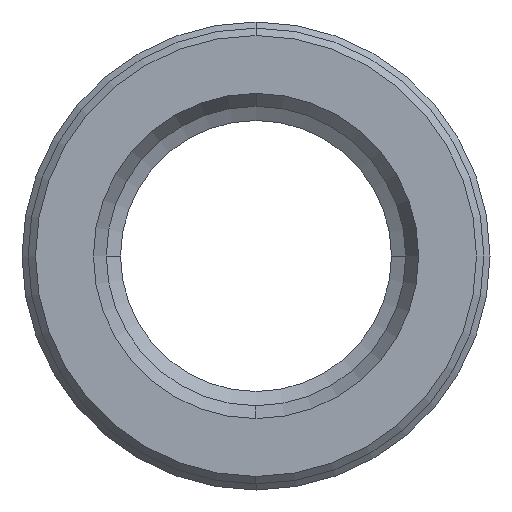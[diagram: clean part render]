
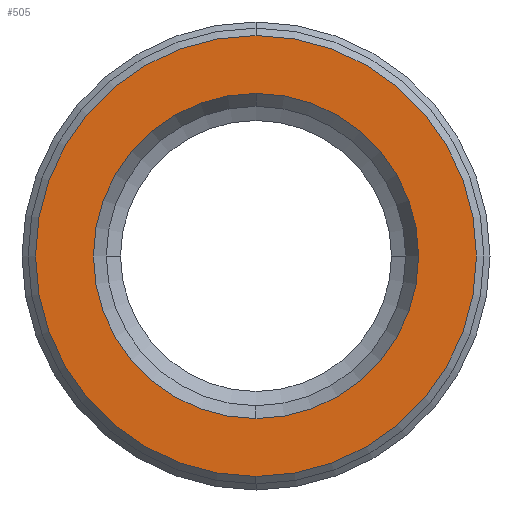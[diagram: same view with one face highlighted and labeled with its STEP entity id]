
A CAD part, front view. The second image highlights one B-rep face of the part: STEP entity #505.
In plain terms, the highlighted planar face has unit normal (0, -1, 0).
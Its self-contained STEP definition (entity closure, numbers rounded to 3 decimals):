
#72 = VERTEX_POINT ( 'NONE', #675 ) ;
#78 = EDGE_CURVE ( 'NONE', #72, #158, #648, .T. ) ;
#85 = EDGE_CURVE ( 'NONE', #157, #141, #639, .T. ) ;
#141 = VERTEX_POINT ( 'NONE', #733 ) ;
#157 = VERTEX_POINT ( 'NONE', #771 ) ;
#158 = VERTEX_POINT ( 'NONE', #772 ) ;
#505 = ADVANCED_FACE ( 'NONE', ( #1386, #1385 ), #1381, .T. ) ;
#506 = ORIENTED_EDGE ( 'NONE', *, *, #507, .T. ) ;
#507 = EDGE_CURVE ( 'NONE', #141, #157, #1338, .T. ) ;
#517 = EDGE_LOOP ( 'NONE', ( #528, #527 ) ) ;
#527 = ORIENTED_EDGE ( 'NONE', *, *, #534, .F. ) ;
#528 = ORIENTED_EDGE ( 'NONE', *, *, #78, .F. ) ;
#529 = ORIENTED_EDGE ( 'NONE', *, *, #85, .T. ) ;
#530 = EDGE_LOOP ( 'NONE', ( #529, #506 ) ) ;
#534 = EDGE_CURVE ( 'NONE', #158, #72, #1443, .T. ) ;
#590 = DIRECTION ( 'NONE',  ( 0., 1., 0. ) ) ;
#591 = CARTESIAN_POINT ( 'NONE',  ( 0., -20.403, 0. ) ) ;
#592 = AXIS2_PLACEMENT_3D ( 'NONE', #591, #590, #666 ) ;
#601 = CARTESIAN_POINT ( 'NONE',  ( 0., -20.403, 0. ) ) ;
#639 = CIRCLE ( 'NONE', #592, 6.6 ) ;
#645 = DIRECTION ( 'NONE',  ( 0., 0., -1. ) ) ;
#646 = DIRECTION ( 'NONE',  ( 0., 1., 0. ) ) ;
#647 = AXIS2_PLACEMENT_3D ( 'NONE', #601, #646, #645 ) ;
#648 = CIRCLE ( 'NONE', #647, 8.95 ) ;
#666 = DIRECTION ( 'NONE',  ( 0., 0., -1. ) ) ;
#675 = CARTESIAN_POINT ( 'NONE',  ( 0., -20.403, -8.95 ) ) ;
#733 = CARTESIAN_POINT ( 'NONE',  ( 0., -20.403, -6.6 ) ) ;
#771 = CARTESIAN_POINT ( 'NONE',  ( 0., -20.403, 6.6 ) ) ;
#772 = CARTESIAN_POINT ( 'NONE',  ( 0., -20.403, 8.95 ) ) ;
#1334 = CARTESIAN_POINT ( 'NONE',  ( 0., -20.403, 0. ) ) ;
#1335 = AXIS2_PLACEMENT_3D ( 'NONE', #1334, #1400, #1414 ) ;
#1338 = CIRCLE ( 'NONE', #1335, 6.6 ) ;
#1381 = PLANE ( 'NONE',  #1404 ) ;
#1385 = FACE_OUTER_BOUND ( 'NONE', #517, .T. ) ;
#1386 = FACE_BOUND ( 'NONE', #530, .T. ) ;
#1400 = DIRECTION ( 'NONE',  ( 0., 1., 0. ) ) ;
#1401 = DIRECTION ( 'NONE',  ( 0., 0., 1. ) ) ;
#1402 = DIRECTION ( 'NONE',  ( 0., -1., 0. ) ) ;
#1403 = CARTESIAN_POINT ( 'NONE',  ( 0., -20.403, 0. ) ) ;
#1404 = AXIS2_PLACEMENT_3D ( 'NONE', #1403, #1402, #1401 ) ;
#1414 = DIRECTION ( 'NONE',  ( 0., 0., -1. ) ) ;
#1439 = DIRECTION ( 'NONE',  ( 0., 0., -1. ) ) ;
#1440 = DIRECTION ( 'NONE',  ( 0., 1., 0. ) ) ;
#1441 = CARTESIAN_POINT ( 'NONE',  ( 0., -20.403, 0. ) ) ;
#1442 = AXIS2_PLACEMENT_3D ( 'NONE', #1441, #1440, #1439 ) ;
#1443 = CIRCLE ( 'NONE', #1442, 8.95 ) ;
